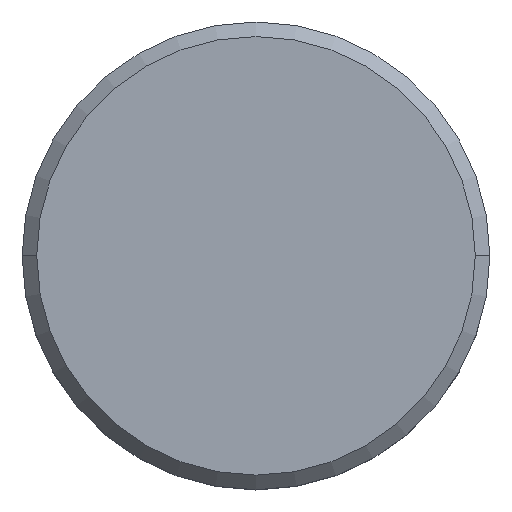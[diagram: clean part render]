
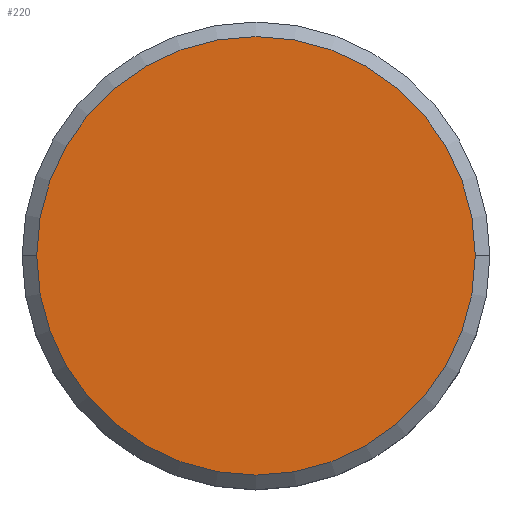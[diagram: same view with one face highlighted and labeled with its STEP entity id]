
A CAD part, top view. The second image highlights one B-rep face of the part: STEP entity #220.
In plain terms, the highlighted planar face has unit normal (0, 0, 1).
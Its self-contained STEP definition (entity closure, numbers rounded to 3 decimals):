
#20 = EDGE_CURVE ( 'NONE', #230, #242, #52, .T. ) ;
#52 = CIRCLE ( 'NONE', #511, 7.5 ) ;
#58 = EDGE_LOOP ( 'NONE', ( #473, #527 ) ) ;
#80 = EDGE_CURVE ( 'NONE', #242, #230, #82, .T. ) ;
#82 = CIRCLE ( 'NONE', #234, 7.5 ) ;
#86 = FACE_OUTER_BOUND ( 'NONE', #58, .T. ) ;
#125 = DIRECTION ( 'NONE',  ( 0., 0., 1. ) ) ;
#180 = DIRECTION ( 'NONE',  ( 0., 0., 1. ) ) ;
#184 = DIRECTION ( 'NONE',  ( 1., 0., 0. ) ) ;
#220 = ADVANCED_FACE ( 'NONE', ( #86 ), #594, .T. ) ;
#230 = VERTEX_POINT ( 'NONE', #328 ) ;
#234 = AXIS2_PLACEMENT_3D ( 'NONE', #388, #575, #184 ) ;
#242 = VERTEX_POINT ( 'NONE', #516 ) ;
#328 = CARTESIAN_POINT ( 'NONE',  ( 7.5, 0., 0. ) ) ;
#365 = DIRECTION ( 'NONE',  ( 1., 0., 0. ) ) ;
#388 = CARTESIAN_POINT ( 'NONE',  ( 0., 0., 0. ) ) ;
#392 = CARTESIAN_POINT ( 'NONE',  ( 0., 0., 0. ) ) ;
#410 = CARTESIAN_POINT ( 'NONE',  ( 0., 0., 0. ) ) ;
#450 = DIRECTION ( 'NONE',  ( 1., 0., 0. ) ) ;
#473 = ORIENTED_EDGE ( 'NONE', *, *, #80, .T. ) ;
#511 = AXIS2_PLACEMENT_3D ( 'NONE', #392, #125, #450 ) ;
#512 = AXIS2_PLACEMENT_3D ( 'NONE', #410, #180, #365 ) ;
#516 = CARTESIAN_POINT ( 'NONE',  ( -7.5, 0., 0. ) ) ;
#527 = ORIENTED_EDGE ( 'NONE', *, *, #20, .T. ) ;
#575 = DIRECTION ( 'NONE',  ( 0., 0., 1. ) ) ;
#594 = PLANE ( 'NONE',  #512 ) ;
